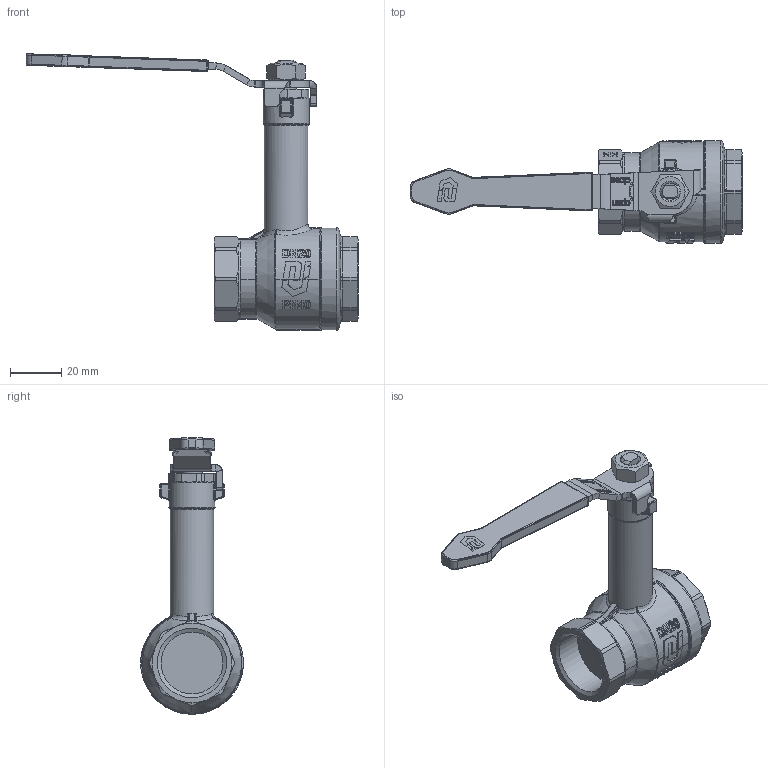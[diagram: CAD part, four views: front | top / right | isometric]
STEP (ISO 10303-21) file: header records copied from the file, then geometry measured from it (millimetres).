
FILE_DESCRIPTION(('HOOPS Exchange Step'),'2;1');
FILE_NAME('GK11_DN20.stp','2025-12-04T13:40:35+01:00',('nieru'),('Unknown organisation'),'HOOPS Exchange 2024.2','HOOPS Exchange','Unknown authorisation');
FILE_SCHEMA( ('AP203_CONFIGURATION_CONTROLLED_3D_DESIGN_OF_MECHANICAL_PARTS_AND_ASSEMBLIES_MIM_LF') );
Length unit declared in the file: millimetre
Products named in the file (2): 0; root
Assembly tree (1 placements, depth 2):
  root
    0
Bounding box: 129.46 x 40.02 x 107.81 mm (x, y, z)
Volume: 65946.8 mm3; surface area: 18078.7 mm2
Topology: 1 solids, 1 shells, 960 faces, 2549 edges, 1641 vertices
Faces by surface type: bspline 321, plane 298, cylinder 214, cone 64, torus 43, sphere 20
Full cylindrical faces by diameter (mm): 8 x1, 17 x1, 18 x1, 24.117 x2, 40 x1
Entity records: 39839 total; most frequent: CARTESIAN_POINT 18970, ORIENTED_EDGE 5094, DIRECTION 3016, EDGE_CURVE 2547, VERTEX_POINT 1641, B_SPLINE_CURVE_WITH_KNOTS 1134, AXIS2_PLACEMENT_3D 1119, EDGE_LOOP 1016
